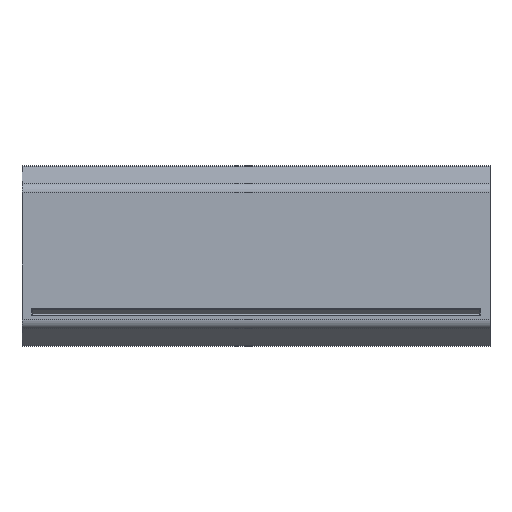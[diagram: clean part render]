
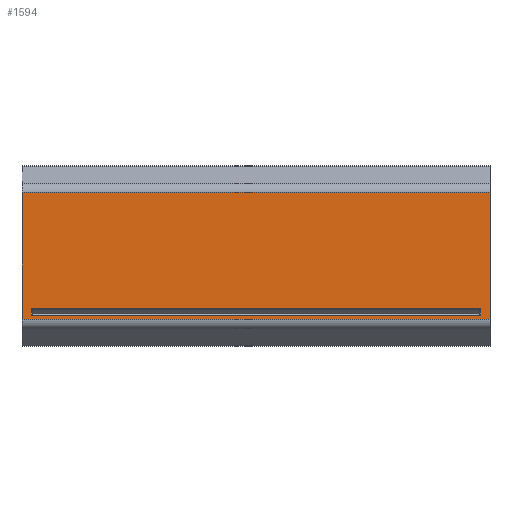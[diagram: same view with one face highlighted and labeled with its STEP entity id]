
A CAD part, top view. The second image highlights one B-rep face of the part: STEP entity #1594.
In plain terms, the highlighted planar face has unit normal (0, 0, 1).
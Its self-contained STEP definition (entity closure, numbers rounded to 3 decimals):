
#15=FACE_BOUND('',#582,.T.);
#38=PLANE('',#1729);
#182=LINE('',#3304,#331);
#187=LINE('',#3319,#336);
#188=LINE('',#3322,#337);
#189=LINE('',#3323,#338);
#190=LINE('',#3326,#339);
#191=LINE('',#3328,#340);
#192=LINE('',#3330,#341);
#193=LINE('',#3331,#342);
#331=VECTOR('',#2032,10.);
#336=VECTOR('',#2049,10.);
#337=VECTOR('',#2052,10.);
#338=VECTOR('',#2053,10.);
#339=VECTOR('',#2054,10.);
#340=VECTOR('',#2055,10.);
#341=VECTOR('',#2056,10.);
#342=VECTOR('',#2057,10.);
#486=FACE_OUTER_BOUND('',#581,.T.);
#581=EDGE_LOOP('',(#1331,#1332,#1333,#1334));
#582=EDGE_LOOP('',(#1335,#1336,#1337,#1338));
#779=VERTEX_POINT('',#3301);
#780=VERTEX_POINT('',#3303);
#784=VERTEX_POINT('',#3317);
#785=VERTEX_POINT('',#3321);
#786=VERTEX_POINT('',#3324);
#787=VERTEX_POINT('',#3325);
#788=VERTEX_POINT('',#3327);
#789=VERTEX_POINT('',#3329);
#978=EDGE_CURVE('',#780,#779,#182,.T.);
#986=EDGE_CURVE('',#780,#784,#187,.T.);
#987=EDGE_CURVE('',#785,#779,#188,.T.);
#988=EDGE_CURVE('',#785,#784,#189,.T.);
#989=EDGE_CURVE('',#786,#787,#190,.T.);
#990=EDGE_CURVE('',#788,#786,#191,.T.);
#991=EDGE_CURVE('',#789,#788,#192,.T.);
#992=EDGE_CURVE('',#787,#789,#193,.T.);
#1331=ORIENTED_EDGE('',*,*,#986,.F.);
#1332=ORIENTED_EDGE('',*,*,#978,.T.);
#1333=ORIENTED_EDGE('',*,*,#987,.F.);
#1334=ORIENTED_EDGE('',*,*,#988,.T.);
#1335=ORIENTED_EDGE('',*,*,#989,.F.);
#1336=ORIENTED_EDGE('',*,*,#990,.F.);
#1337=ORIENTED_EDGE('',*,*,#991,.F.);
#1338=ORIENTED_EDGE('',*,*,#992,.F.);
#1594=ADVANCED_FACE('',(#486,#15),#38,.T.);
#1729=AXIS2_PLACEMENT_3D('',#3320,#2050,#2051);
#2032=DIRECTION('',(0.,-1.,0.));
#2049=DIRECTION('',(1.,0.,0.));
#2050=DIRECTION('center_axis',(0.,0.,1.));
#2051=DIRECTION('ref_axis',(1.,0.,0.));
#2052=DIRECTION('',(-1.,0.,0.));
#2053=DIRECTION('',(0.,1.,0.));
#2054=DIRECTION('',(0.,-1.,0.));
#2055=DIRECTION('',(-1.,0.,0.));
#2056=DIRECTION('',(0.,1.,0.));
#2057=DIRECTION('',(1.,0.,0.));
#3301=CARTESIAN_POINT('',(10.125,1.155,5.));
#3303=CARTESIAN_POINT('',(10.125,25.845,5.));
#3304=CARTESIAN_POINT('',(10.125,-4.,5.));
#3317=CARTESIAN_POINT('',(101.125,25.845,5.));
#3319=CARTESIAN_POINT('',(67.,25.845,5.));
#3320=CARTESIAN_POINT('Origin',(55.625,13.5,5.));
#3321=CARTESIAN_POINT('',(101.125,1.155,5.));
#3322=CARTESIAN_POINT('',(44.25,1.155,5.));
#3323=CARTESIAN_POINT('',(101.125,31.,5.));
#3324=CARTESIAN_POINT('',(11.925,3.291,5.));
#3325=CARTESIAN_POINT('',(11.925,1.963,5.));
#3326=CARTESIAN_POINT('',(11.925,7.333,5.));
#3327=CARTESIAN_POINT('',(99.325,3.291,5.));
#3328=CARTESIAN_POINT('',(55.625,3.291,5.));
#3329=CARTESIAN_POINT('',(99.325,1.963,5.));
#3330=CARTESIAN_POINT('',(99.325,19.233,5.));
#3331=CARTESIAN_POINT('',(55.625,1.963,5.));
